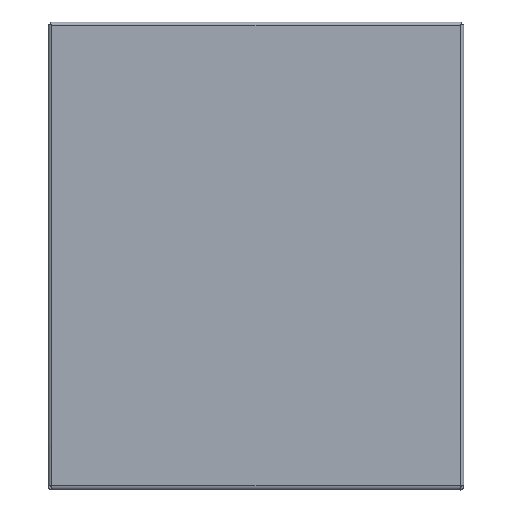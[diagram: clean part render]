
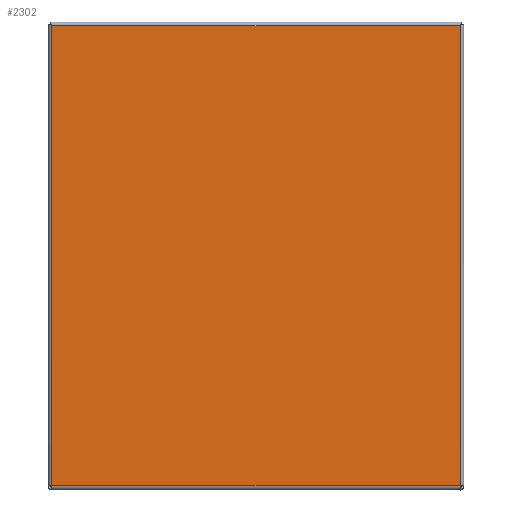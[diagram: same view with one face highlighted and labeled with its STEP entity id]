
A CAD part, top view. The second image highlights one B-rep face of the part: STEP entity #2302.
In plain terms, the highlighted planar face has unit normal (0, 0, 1).
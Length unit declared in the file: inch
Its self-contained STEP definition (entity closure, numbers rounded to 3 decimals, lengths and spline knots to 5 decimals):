
#179 = ORIENTED_EDGE ( 'NONE', *, *, #959, .F. ) ;
#200 = CARTESIAN_POINT ( 'NONE',  ( 15.857, 0.048, 10. ) ) ;
#221 = PLANE ( 'NONE',  #1519 ) ;
#296 = LINE ( 'NONE', #2255, #1915 ) ;
#388 = VERTEX_POINT ( 'NONE', #863 ) ;
#463 = VECTOR ( 'NONE', #729, 39.37008 ) ;
#518 = EDGE_CURVE ( 'NONE', #1698, #634, #296, .T. ) ;
#634 = VERTEX_POINT ( 'NONE', #2440 ) ;
#641 = EDGE_CURVE ( 'NONE', #634, #1204, #2119, .T. ) ;
#729 = DIRECTION ( 'NONE',  ( 1., 0., 0. ) ) ;
#788 = EDGE_LOOP ( 'NONE', ( #179, #826, #1189, #2510 ) ) ;
#826 = ORIENTED_EDGE ( 'NONE', *, *, #641, .F. ) ;
#841 = DIRECTION ( 'NONE',  ( 1., 0., 0. ) ) ;
#863 = CARTESIAN_POINT ( 'NONE',  ( 15.857, 0.048, 10. ) ) ;
#932 = CARTESIAN_POINT ( 'NONE',  ( 0.143, 17.762, 10. ) ) ;
#959 = EDGE_CURVE ( 'NONE', #1204, #388, #1810, .T. ) ;
#1082 = CARTESIAN_POINT ( 'NONE',  ( 0.143, 0.048, 10. ) ) ;
#1106 = DIRECTION ( 'NONE',  ( 0., 1., 0. ) ) ;
#1189 = ORIENTED_EDGE ( 'NONE', *, *, #518, .F. ) ;
#1204 = VERTEX_POINT ( 'NONE', #1478 ) ;
#1233 = CARTESIAN_POINT ( 'NONE',  ( 0., 0., 10. ) ) ;
#1418 = DIRECTION ( 'NONE',  ( 0., 0., 1. ) ) ;
#1478 = CARTESIAN_POINT ( 'NONE',  ( 15.857, 17.762, 10. ) ) ;
#1519 = AXIS2_PLACEMENT_3D ( 'NONE', #1233, #1418, #841 ) ;
#1613 = VECTOR ( 'NONE', #2404, 39.37008 ) ;
#1648 = CARTESIAN_POINT ( 'NONE',  ( 0.143, 0.048, 10. ) ) ;
#1662 = LINE ( 'NONE', #1082, #1613 ) ;
#1696 = EDGE_CURVE ( 'NONE', #388, #1698, #1662, .T. ) ;
#1698 = VERTEX_POINT ( 'NONE', #1648 ) ;
#1810 = LINE ( 'NONE', #200, #2150 ) ;
#1915 = VECTOR ( 'NONE', #1106, 39.37008 ) ;
#2022 = DIRECTION ( 'NONE',  ( 0., -1., 0. ) ) ;
#2119 = LINE ( 'NONE', #932, #463 ) ;
#2150 = VECTOR ( 'NONE', #2022, 39.37008 ) ;
#2255 = CARTESIAN_POINT ( 'NONE',  ( 0.143, 17.762, 10. ) ) ;
#2302 = ADVANCED_FACE ( 'NONE', ( #2393 ), #221, .T. ) ;
#2393 = FACE_OUTER_BOUND ( 'NONE', #788, .T. ) ;
#2404 = DIRECTION ( 'NONE',  ( -1., 0., 0. ) ) ;
#2440 = CARTESIAN_POINT ( 'NONE',  ( 0.143, 17.762, 10. ) ) ;
#2510 = ORIENTED_EDGE ( 'NONE', *, *, #1696, .F. ) ;
